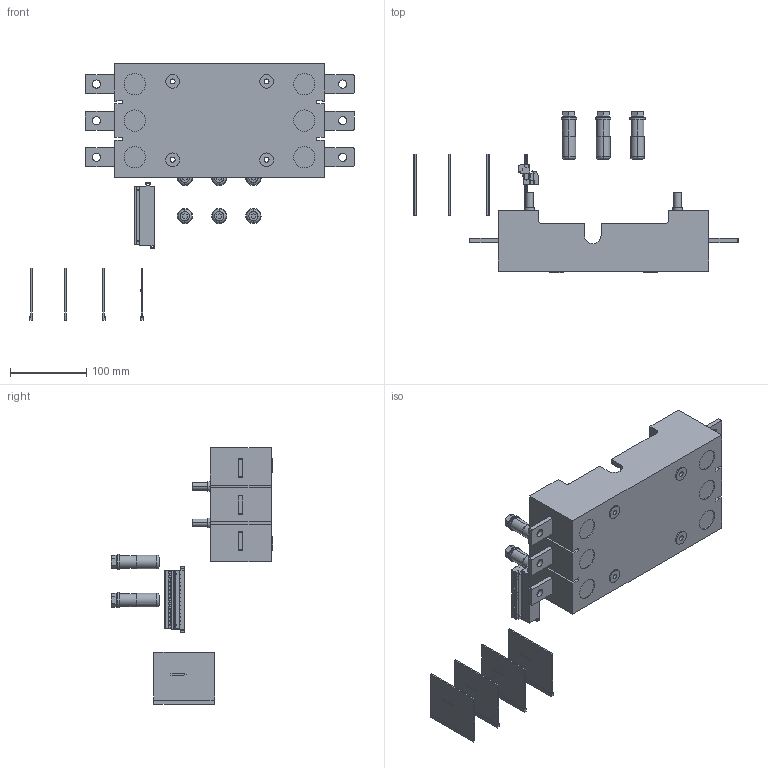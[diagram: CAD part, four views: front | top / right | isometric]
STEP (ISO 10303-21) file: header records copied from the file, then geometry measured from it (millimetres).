
FILE_DESCRIPTION (( 'STEP AP203' ), '1' );
FILE_NAME ('mccb99m-400-pin-3f.ÃÌ Ïàíåëü âòû÷íàÿ äëÿ ÂÀ-99Ì 400 ïåðåäíåãî ïðèñîåäèíåíèÿ EKF.STEP', '2025-01-23T06:07:36', ( '' ), ( '' ), 'SwSTEP 2.0', 'SolidWorks 2021', '' );
FILE_SCHEMA (( 'CONFIG_CONTROL_DESIGN' ));
Length unit declared in the file: millimetre
Products named in the file (8): 扻艜魛瀖00; mvstbu_2.5-15-gb-5.08.stp_00; 58105.stp_00; mccb99m-400-pin-3f.ÃÌ Ïàíåëü âòû÷íàÿ äëÿ ÂÀ-99Ì 400 ïåðåäíåãî ïðèñîåäèíåíèÿ EKF_00; Terminal Blocks Pluggable plug 15 way_00; mccb99m-400-pin-3f.ÃÌ Ïàíåëü âòû÷íàÿ äëÿ ÂÀ-99Ì 400 ïåðåäíåãî ïðèñîåäèíåíèÿ EKF; Ðåçèíîâàÿ ïåðåãîðîäêà_00; 38079.stp_00
Assembly tree (15 placements, depth 4):
  mccb99m-400-pin-3f.ÃÌ Ïàíåëü âòû÷íàÿ äëÿ ÂÀ-99Ì 400 ïåðåäíåãî ïðèñîåäèíåíèÿ EKF
    mccb99m-400-pin-3f.ÃÌ Ïàíåëü âòû÷íàÿ äëÿ ÂÀ-99Ì 400 ïåðåäíåãî ïðèñîåäèíåíèÿ EKF_00
    扻艜魛瀖00  x6
    Ðåçèíîâàÿ ïåðåãîðîäêà_00  x4
    Terminal Blocks Pluggable plug 15 way_00
      38079.stp_00
        mvstbu_2.5-15-gb-5.08.stp_00
      58105.stp_00
Bounding box: 425.33 x 212.33 x 337.37 mm (x, y, z)
Volume: 1976949.1 mm3; surface area: 338128.5 mm2
Topology: 13 solids, 13 shells, 1812 faces, 4375 edges, 2828 vertices
Faces by surface type: plane 1288, cylinder 414, cone 60, sphere 38, torus 12
Entity records: 45881 total; most frequent: CARTESIAN_POINT 8236, DIRECTION 7671, ORIENTED_EDGE 7402, EDGE_CURVE 3701, VECTOR 2687, LINE 2687, AXIS2_PLACEMENT_3D 2492, VERTEX_POINT 2402
